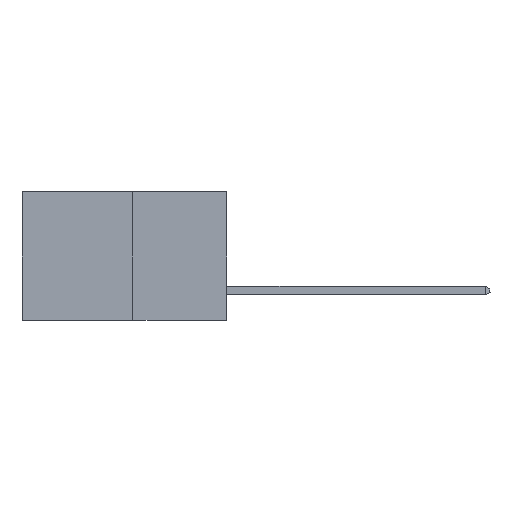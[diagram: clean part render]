
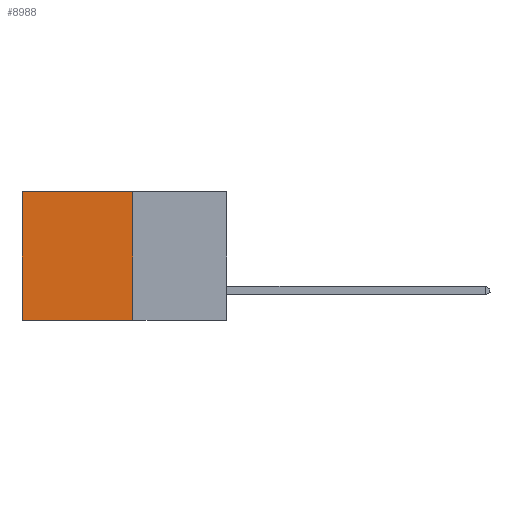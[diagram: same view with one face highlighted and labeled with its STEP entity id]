
A CAD part, left-side view. The second image highlights one B-rep face of the part: STEP entity #8988.
In plain terms, the highlighted planar face has unit normal (-1, 0, 0).
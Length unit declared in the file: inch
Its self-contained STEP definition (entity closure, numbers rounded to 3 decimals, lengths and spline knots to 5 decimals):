
#197 = VERTEX_POINT ( 'NONE', #11495 ) ;
#863 = VERTEX_POINT ( 'NONE', #6411 ) ;
#993 = EDGE_LOOP ( 'NONE', ( #10838, #1936, #6961, #10833 ) ) ;
#1142 = VECTOR ( 'NONE', #13349, 39.37008 ) ;
#1357 = EDGE_CURVE ( 'NONE', #2929, #3331, #3520, .T. ) ;
#1389 = CARTESIAN_POINT ( 'NONE',  ( 0.277, 0.27, -0.37 ) ) ;
#1453 = VECTOR ( 'NONE', #11837, 39.37008 ) ;
#1936 = ORIENTED_EDGE ( 'NONE', *, *, #4610, .F. ) ;
#2929 = VERTEX_POINT ( 'NONE', #8776 ) ;
#3307 = FACE_OUTER_BOUND ( 'NONE', #993, .T. ) ;
#3331 = VERTEX_POINT ( 'NONE', #4989 ) ;
#3520 = LINE ( 'NONE', #10546, #6002 ) ;
#4585 = EDGE_CURVE ( 'NONE', #2929, #197, #12812, .T. ) ;
#4610 = EDGE_CURVE ( 'NONE', #197, #863, #9691, .T. ) ;
#4913 = AXIS2_PLACEMENT_3D ( 'NONE', #1389, #12053, #5650 ) ;
#4989 = CARTESIAN_POINT ( 'NONE',  ( 0.277, 0.59, 0. ) ) ;
#5650 = DIRECTION ( 'NONE',  ( 0., 0., -1. ) ) ;
#6002 = VECTOR ( 'NONE', #10515, 39.37008 ) ;
#6411 = CARTESIAN_POINT ( 'NONE',  ( 0.277, 0.59, -0.37 ) ) ;
#6961 = ORIENTED_EDGE ( 'NONE', *, *, #4585, .F. ) ;
#8111 = CARTESIAN_POINT ( 'NONE',  ( 0.277, 0.27, -0.37 ) ) ;
#8776 = CARTESIAN_POINT ( 'NONE',  ( 0.277, 0.27, 0. ) ) ;
#8881 = PLANE ( 'NONE',  #4913 ) ;
#8961 = DIRECTION ( 'NONE',  ( 0., 0., -1. ) ) ;
#8988 = ADVANCED_FACE ( 'NONE', ( #3307 ), #8881, .F. ) ;
#9691 = LINE ( 'NONE', #8111, #1142 ) ;
#9953 = LINE ( 'NONE', #10773, #1453 ) ;
#10010 = VECTOR ( 'NONE', #8961, 39.37008 ) ;
#10389 = EDGE_CURVE ( 'NONE', #3331, #863, #9953, .T. ) ;
#10515 = DIRECTION ( 'NONE',  ( 0., 1., 0. ) ) ;
#10546 = CARTESIAN_POINT ( 'NONE',  ( 0.277, 0.27, 0. ) ) ;
#10773 = CARTESIAN_POINT ( 'NONE',  ( 0.277, 0.59, -0.37 ) ) ;
#10833 = ORIENTED_EDGE ( 'NONE', *, *, #1357, .T. ) ;
#10838 = ORIENTED_EDGE ( 'NONE', *, *, #10389, .T. ) ;
#11495 = CARTESIAN_POINT ( 'NONE',  ( 0.277, 0.27, -0.37 ) ) ;
#11837 = DIRECTION ( 'NONE',  ( 0., 0., -1. ) ) ;
#12053 = DIRECTION ( 'NONE',  ( 1., 0., 0. ) ) ;
#12085 = CARTESIAN_POINT ( 'NONE',  ( 0.277, 0.27, -0.37 ) ) ;
#12812 = LINE ( 'NONE', #12085, #10010 ) ;
#13349 = DIRECTION ( 'NONE',  ( 0., 1., 0. ) ) ;
